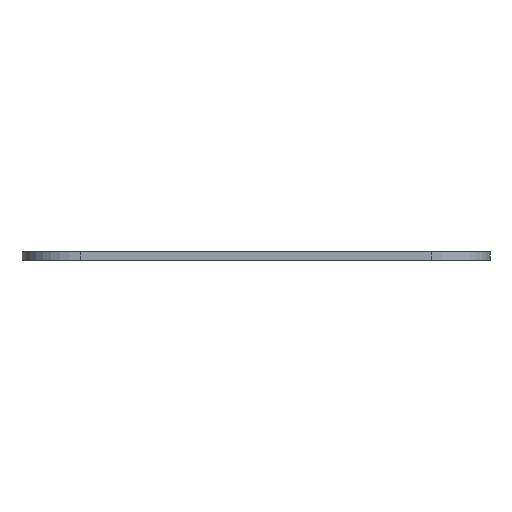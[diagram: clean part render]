
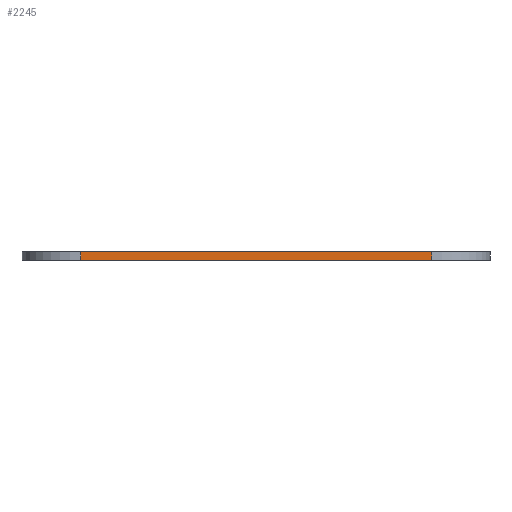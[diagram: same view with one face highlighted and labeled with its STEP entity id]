
A CAD part, front view. The second image highlights one B-rep face of the part: STEP entity #2245.
In plain terms, the highlighted planar face has unit normal (0, -1, 0).
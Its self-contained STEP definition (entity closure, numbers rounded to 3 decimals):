
#106 = LINE ( 'NONE', #8131, #5801 ) ;
#158 = EDGE_CURVE ( 'NONE', #3034, #6802, #4613, .T. ) ;
#393 = DIRECTION ( 'NONE',  ( 1., 0., 0. ) ) ;
#534 = LINE ( 'NONE', #6102, #5127 ) ;
#661 = VERTEX_POINT ( 'NONE', #2814 ) ;
#1073 = CARTESIAN_POINT ( 'NONE',  ( -5., -240., 3. ) ) ;
#1247 = ORIENTED_EDGE ( 'NONE', *, *, #158, .F. ) ;
#1457 = CARTESIAN_POINT ( 'NONE',  ( -5., -240., 0. ) ) ;
#1519 = AXIS2_PLACEMENT_3D ( 'NONE', #4174, #8984, #6966 ) ;
#1620 = EDGE_LOOP ( 'NONE', ( #7507, #4853, #1247, #7669 ) ) ;
#2245 = ADVANCED_FACE ( 'NONE', ( #5357 ), #8207, .F. ) ;
#2661 = LINE ( 'NONE', #8930, #7041 ) ;
#2814 = CARTESIAN_POINT ( 'NONE',  ( 115., -240., 0. ) ) ;
#3034 = VERTEX_POINT ( 'NONE', #1073 ) ;
#3968 = CARTESIAN_POINT ( 'NONE',  ( -5., -240., 3. ) ) ;
#4174 = CARTESIAN_POINT ( 'NONE',  ( -5., -240., 3. ) ) ;
#4374 = VECTOR ( 'NONE', #393, 1000. ) ;
#4479 = CARTESIAN_POINT ( 'NONE',  ( 115., -240., 3. ) ) ;
#4613 = LINE ( 'NONE', #3968, #4374 ) ;
#4853 = ORIENTED_EDGE ( 'NONE', *, *, #8159, .F. ) ;
#5079 = EDGE_CURVE ( 'NONE', #3034, #6618, #534, .T. ) ;
#5127 = VECTOR ( 'NONE', #8912, 1000. ) ;
#5357 = FACE_OUTER_BOUND ( 'NONE', #1620, .T. ) ;
#5801 = VECTOR ( 'NONE', #7548, 1000. ) ;
#6102 = CARTESIAN_POINT ( 'NONE',  ( -5., -240., 3. ) ) ;
#6618 = VERTEX_POINT ( 'NONE', #1457 ) ;
#6802 = VERTEX_POINT ( 'NONE', #4479 ) ;
#6891 = EDGE_CURVE ( 'NONE', #6618, #661, #106, .T. ) ;
#6966 = DIRECTION ( 'NONE',  ( 0., 0., 1. ) ) ;
#7041 = VECTOR ( 'NONE', #7411, 1000. ) ;
#7411 = DIRECTION ( 'NONE',  ( 0., 0., -1. ) ) ;
#7507 = ORIENTED_EDGE ( 'NONE', *, *, #6891, .T. ) ;
#7548 = DIRECTION ( 'NONE',  ( 1., 0., 0. ) ) ;
#7669 = ORIENTED_EDGE ( 'NONE', *, *, #5079, .T. ) ;
#8131 = CARTESIAN_POINT ( 'NONE',  ( -5., -240., 0. ) ) ;
#8159 = EDGE_CURVE ( 'NONE', #6802, #661, #2661, .T. ) ;
#8207 = PLANE ( 'NONE',  #1519 ) ;
#8912 = DIRECTION ( 'NONE',  ( 0., 0., -1. ) ) ;
#8930 = CARTESIAN_POINT ( 'NONE',  ( 115., -240., 3. ) ) ;
#8984 = DIRECTION ( 'NONE',  ( 0., 1., 0. ) ) ;
